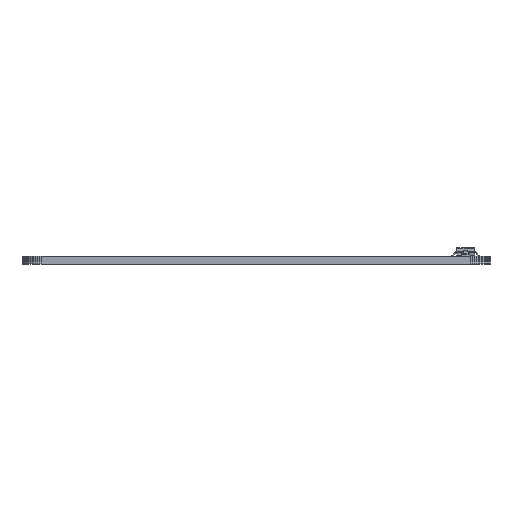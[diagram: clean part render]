
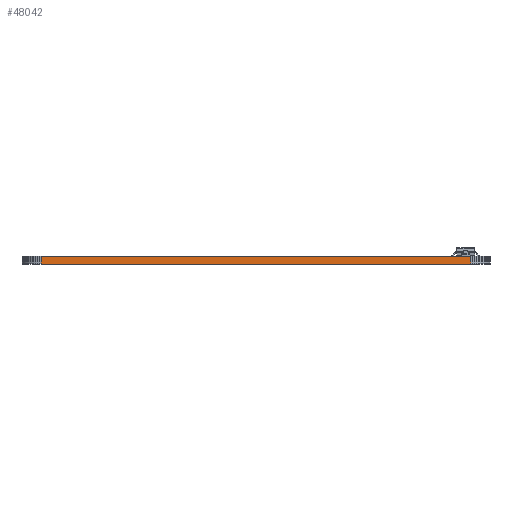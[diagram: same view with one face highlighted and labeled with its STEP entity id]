
A CAD part, left-side view. The second image highlights one B-rep face of the part: STEP entity #48042.
In plain terms, the highlighted planar face has unit normal (-1, 0, 0).
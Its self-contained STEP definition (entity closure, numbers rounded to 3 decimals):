
#14158 = PLANE('',#14159);
#14159 = AXIS2_PLACEMENT_3D('',#14160,#14161,#14162);
#14160 = CARTESIAN_POINT('',(168.987,-81.02,1.6));
#14161 = DIRECTION('',(-0.,-0.,-1.));
#14162 = DIRECTION('',(-1.,0.,0.));
#14212 = PLANE('',#14213);
#14213 = AXIS2_PLACEMENT_3D('',#14214,#14215,#14216);
#14214 = CARTESIAN_POINT('',(168.987,-81.02,0.));
#14215 = DIRECTION('',(-0.,-0.,-1.));
#14216 = DIRECTION('',(-1.,0.,0.));
#15665 = VERTEX_POINT('',#15666);
#15666 = CARTESIAN_POINT('',(119.974,-126.018,0.));
#15680 = PLANE('',#15681);
#15681 = AXIS2_PLACEMENT_3D('',#15682,#15683,#15684);
#15682 = CARTESIAN_POINT('',(119.994,-126.416,0.));
#15683 = DIRECTION('',(-0.999,-0.049,0.));
#15684 = DIRECTION('',(-0.049,0.999,0.));
#15692 = EDGE_CURVE('',#15665,#15693,#15695,.T.);
#15693 = VERTEX_POINT('',#15694);
#15694 = CARTESIAN_POINT('',(120.,-36.,0.));
#15695 = SURFACE_CURVE('',#15696,(#15700,#15707),.PCURVE_S1.);
#15696 = LINE('',#15697,#15698);
#15697 = CARTESIAN_POINT('',(119.974,-126.018,0.));
#15698 = VECTOR('',#15699,1.);
#15699 = DIRECTION('',(0.,1.,0.));
#15700 = PCURVE('',#14212,#15701);
#15701 = DEFINITIONAL_REPRESENTATION('',(#15702),#15706);
#15702 = LINE('',#15703,#15704);
#15703 = CARTESIAN_POINT('',(49.013,-44.998));
#15704 = VECTOR('',#15705,1.);
#15705 = DIRECTION('',(0.,1.));
#15706 = ( GEOMETRIC_REPRESENTATION_CONTEXT(2) 
PARAMETRIC_REPRESENTATION_CONTEXT() REPRESENTATION_CONTEXT('2D SPACE',''
  ) );
#15707 = PCURVE('',#15708,#15713);
#15708 = PLANE('',#15709);
#15709 = AXIS2_PLACEMENT_3D('',#15710,#15711,#15712);
#15710 = CARTESIAN_POINT('',(119.974,-126.018,0.));
#15711 = DIRECTION('',(-1.,0.,0.));
#15712 = DIRECTION('',(0.,1.,0.));
#15713 = DEFINITIONAL_REPRESENTATION('',(#15714),#15718);
#15714 = LINE('',#15715,#15716);
#15715 = CARTESIAN_POINT('',(0.,0.));
#15716 = VECTOR('',#15717,1.);
#15717 = DIRECTION('',(1.,0.));
#15718 = ( GEOMETRIC_REPRESENTATION_CONTEXT(2) 
PARAMETRIC_REPRESENTATION_CONTEXT() REPRESENTATION_CONTEXT('2D SPACE',''
  ) );
#15736 = PLANE('',#15737);
#15737 = AXIS2_PLACEMENT_3D('',#15738,#15739,#15740);
#15738 = CARTESIAN_POINT('',(120.,-36.,0.));
#15739 = DIRECTION('',(-0.999,0.049,0.));
#15740 = DIRECTION('',(0.049,0.999,0.));
#33322 = VERTEX_POINT('',#33323);
#33323 = CARTESIAN_POINT('',(119.974,-126.018,1.6));
#33344 = EDGE_CURVE('',#33322,#33345,#33347,.T.);
#33345 = VERTEX_POINT('',#33346);
#33346 = CARTESIAN_POINT('',(120.,-36.,1.6));
#33347 = SURFACE_CURVE('',#33348,(#33352,#33359),.PCURVE_S1.);
#33348 = LINE('',#33349,#33350);
#33349 = CARTESIAN_POINT('',(119.974,-126.018,1.6));
#33350 = VECTOR('',#33351,1.);
#33351 = DIRECTION('',(0.,1.,0.));
#33352 = PCURVE('',#14158,#33353);
#33353 = DEFINITIONAL_REPRESENTATION('',(#33354),#33358);
#33354 = LINE('',#33355,#33356);
#33355 = CARTESIAN_POINT('',(49.013,-44.998));
#33356 = VECTOR('',#33357,1.);
#33357 = DIRECTION('',(0.,1.));
#33358 = ( GEOMETRIC_REPRESENTATION_CONTEXT(2) 
PARAMETRIC_REPRESENTATION_CONTEXT() REPRESENTATION_CONTEXT('2D SPACE',''
  ) );
#33359 = PCURVE('',#15708,#33360);
#33360 = DEFINITIONAL_REPRESENTATION('',(#33361),#33365);
#33361 = LINE('',#33362,#33363);
#33362 = CARTESIAN_POINT('',(0.,-1.6));
#33363 = VECTOR('',#33364,1.);
#33364 = DIRECTION('',(1.,0.));
#33365 = ( GEOMETRIC_REPRESENTATION_CONTEXT(2) 
PARAMETRIC_REPRESENTATION_CONTEXT() REPRESENTATION_CONTEXT('2D SPACE',''
  ) );
#47992 = EDGE_CURVE('',#15693,#33345,#47993,.T.);
#47993 = SURFACE_CURVE('',#47994,(#47998,#48005),.PCURVE_S1.);
#47994 = LINE('',#47995,#47996);
#47995 = CARTESIAN_POINT('',(120.,-36.,0.));
#47996 = VECTOR('',#47997,1.);
#47997 = DIRECTION('',(0.,0.,1.));
#47998 = PCURVE('',#15736,#47999);
#47999 = DEFINITIONAL_REPRESENTATION('',(#48000),#48004);
#48000 = LINE('',#48001,#48002);
#48001 = CARTESIAN_POINT('',(0.,0.));
#48002 = VECTOR('',#48003,1.);
#48003 = DIRECTION('',(0.,-1.));
#48004 = ( GEOMETRIC_REPRESENTATION_CONTEXT(2) 
PARAMETRIC_REPRESENTATION_CONTEXT() REPRESENTATION_CONTEXT('2D SPACE',''
  ) );
#48005 = PCURVE('',#15708,#48006);
#48006 = DEFINITIONAL_REPRESENTATION('',(#48007),#48011);
#48007 = LINE('',#48008,#48009);
#48008 = CARTESIAN_POINT('',(90.018,0.));
#48009 = VECTOR('',#48010,1.);
#48010 = DIRECTION('',(0.,-1.));
#48011 = ( GEOMETRIC_REPRESENTATION_CONTEXT(2) 
PARAMETRIC_REPRESENTATION_CONTEXT() REPRESENTATION_CONTEXT('2D SPACE',''
  ) );
#48042 = ADVANCED_FACE('',(#48043),#15708,.T.);
#48043 = FACE_BOUND('',#48044,.T.);
#48044 = EDGE_LOOP('',(#48045,#48066,#48067,#48068));
#48045 = ORIENTED_EDGE('',*,*,#48046,.T.);
#48046 = EDGE_CURVE('',#15665,#33322,#48047,.T.);
#48047 = SURFACE_CURVE('',#48048,(#48052,#48059),.PCURVE_S1.);
#48048 = LINE('',#48049,#48050);
#48049 = CARTESIAN_POINT('',(119.974,-126.018,0.));
#48050 = VECTOR('',#48051,1.);
#48051 = DIRECTION('',(0.,0.,1.));
#48052 = PCURVE('',#15708,#48053);
#48053 = DEFINITIONAL_REPRESENTATION('',(#48054),#48058);
#48054 = LINE('',#48055,#48056);
#48055 = CARTESIAN_POINT('',(0.,0.));
#48056 = VECTOR('',#48057,1.);
#48057 = DIRECTION('',(0.,-1.));
#48058 = ( GEOMETRIC_REPRESENTATION_CONTEXT(2) 
PARAMETRIC_REPRESENTATION_CONTEXT() REPRESENTATION_CONTEXT('2D SPACE',''
  ) );
#48059 = PCURVE('',#15680,#48060);
#48060 = DEFINITIONAL_REPRESENTATION('',(#48061),#48065);
#48061 = LINE('',#48062,#48063);
#48062 = CARTESIAN_POINT('',(0.399,0.));
#48063 = VECTOR('',#48064,1.);
#48064 = DIRECTION('',(0.,-1.));
#48065 = ( GEOMETRIC_REPRESENTATION_CONTEXT(2) 
PARAMETRIC_REPRESENTATION_CONTEXT() REPRESENTATION_CONTEXT('2D SPACE',''
  ) );
#48066 = ORIENTED_EDGE('',*,*,#33344,.T.);
#48067 = ORIENTED_EDGE('',*,*,#47992,.F.);
#48068 = ORIENTED_EDGE('',*,*,#15692,.F.);
